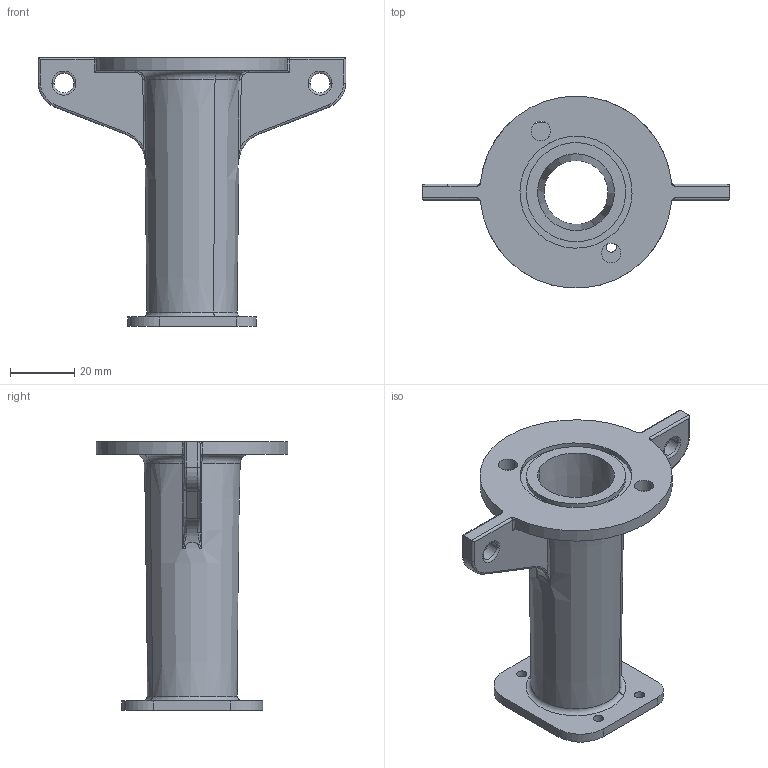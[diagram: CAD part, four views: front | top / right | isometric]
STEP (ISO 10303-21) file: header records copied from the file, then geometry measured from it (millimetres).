
FILE_DESCRIPTION(('CATIA V5 STEP Exchange'),'2;1');
FILE_NAME('EN_0400_010_AA_bride.stp','2018-12-18T13:39:20+00:00',('none'),('none'),'CATIA Version 5 Release 19 SP 2 (IN-10)','CATIA V5 STEP AP203','none');
FILE_SCHEMA(('CONFIG_CONTROL_DESIGN'));
Length unit declared in the file: millimetre
Products named in the file (1): EN_0400_010_AA_bride
Bounding box: 96 x 59.89 x 84 mm (x, y, z)
Volume: 42271.1 mm3; surface area: 23645.6 mm2
Topology: 1 solids, 1 shells, 122 faces, 311 edges, 194 vertices
Faces by surface type: cylinder 54, plane 24, torus 22, bspline 16, cone 6
Entity records: 4488 total; most frequent: CARTESIAN_POINT 1783, ORIENTED_EDGE 622, DIRECTION 397, EDGE_CURVE 311, AXIS2_PLACEMENT_3D 213, VERTEX_POINT 194, EDGE_LOOP 143, CIRCLE 133
